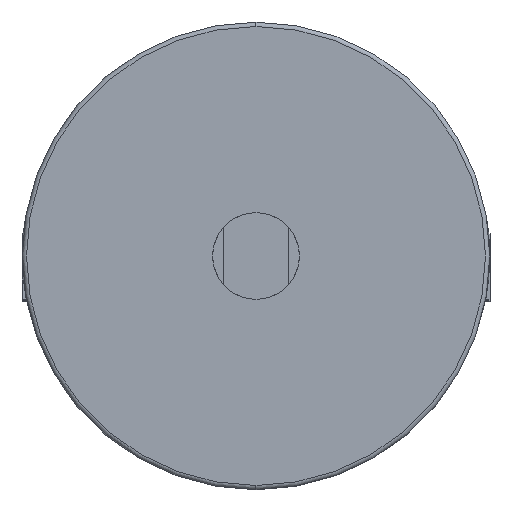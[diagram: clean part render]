
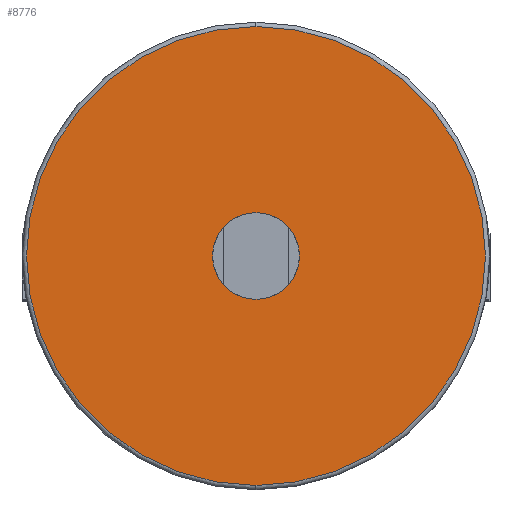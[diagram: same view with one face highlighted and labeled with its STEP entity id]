
A CAD part, left-side view. The second image highlights one B-rep face of the part: STEP entity #8776.
In plain terms, the highlighted planar face has unit normal (-1, 0, 0).
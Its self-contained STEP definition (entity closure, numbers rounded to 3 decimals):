
#8 = AXIS2_PLACEMENT_3D ( 'NONE', #10841, #12005, #5063 ) ;
#135 = CARTESIAN_POINT ( 'NONE',  ( -300., 0., 0. ) ) ;
#1193 = VERTEX_POINT ( 'NONE', #12949 ) ;
#1205 = CARTESIAN_POINT ( 'NONE',  ( -300., 0., 10. ) ) ;
#1230 = EDGE_CURVE ( 'NONE', #1193, #13228, #8284, .T. ) ;
#1316 = DIRECTION ( 'NONE',  ( 0., 0., 1. ) ) ;
#1696 = CARTESIAN_POINT ( 'NONE',  ( -300., 0., 0. ) ) ;
#1720 = ORIENTED_EDGE ( 'NONE', *, *, #9705, .F. ) ;
#2267 = ORIENTED_EDGE ( 'NONE', *, *, #8543, .T. ) ;
#2375 = EDGE_LOOP ( 'NONE', ( #2267, #3000 ) ) ;
#2575 = CARTESIAN_POINT ( 'NONE',  ( -300., 0., 0. ) ) ;
#2611 = CARTESIAN_POINT ( 'NONE',  ( -300., 0., -10. ) ) ;
#2798 = EDGE_CURVE ( 'NONE', #11442, #7599, #12994, .T. ) ;
#2868 = DIRECTION ( 'NONE',  ( 0., 0., 1. ) ) ;
#2914 = FACE_BOUND ( 'NONE', #6625, .T. ) ;
#3000 = ORIENTED_EDGE ( 'NONE', *, *, #1230, .T. ) ;
#3532 = CARTESIAN_POINT ( 'NONE',  ( -300., 0., 0. ) ) ;
#3770 = DIRECTION ( 'NONE',  ( 0., 0., 1. ) ) ;
#3886 = PLANE ( 'NONE',  #8 ) ;
#4218 = CIRCLE ( 'NONE', #13092, 53. ) ;
#5063 = DIRECTION ( 'NONE',  ( 0., 0., 1. ) ) ;
#6625 = EDGE_LOOP ( 'NONE', ( #6832, #1720 ) ) ;
#6685 = CARTESIAN_POINT ( 'NONE',  ( -300., 0., 53. ) ) ;
#6832 = ORIENTED_EDGE ( 'NONE', *, *, #2798, .F. ) ;
#7599 = VERTEX_POINT ( 'NONE', #1205 ) ;
#8284 = CIRCLE ( 'NONE', #8703, 53. ) ;
#8302 = DIRECTION ( 'NONE',  ( -1., 0., 0. ) ) ;
#8312 = AXIS2_PLACEMENT_3D ( 'NONE', #2575, #10724, #3770 ) ;
#8543 = EDGE_CURVE ( 'NONE', #13228, #1193, #4218, .T. ) ;
#8703 = AXIS2_PLACEMENT_3D ( 'NONE', #3532, #11979, #10989 ) ;
#8776 = ADVANCED_FACE ( 'NONE', ( #11841, #2914 ), #3886, .T. ) ;
#9705 = EDGE_CURVE ( 'NONE', #7599, #11442, #11828, .T. ) ;
#9853 = DIRECTION ( 'NONE',  ( -1., 0., 0. ) ) ;
#10724 = DIRECTION ( 'NONE',  ( -1., 0., 0. ) ) ;
#10841 = CARTESIAN_POINT ( 'NONE',  ( -300., 54., 0. ) ) ;
#10989 = DIRECTION ( 'NONE',  ( 0., 0., 1. ) ) ;
#11442 = VERTEX_POINT ( 'NONE', #2611 ) ;
#11828 = CIRCLE ( 'NONE', #8312, 10. ) ;
#11841 = FACE_OUTER_BOUND ( 'NONE', #2375, .T. ) ;
#11979 = DIRECTION ( 'NONE',  ( -1., 0., 0. ) ) ;
#12005 = DIRECTION ( 'NONE',  ( -1., 0., 0. ) ) ;
#12516 = AXIS2_PLACEMENT_3D ( 'NONE', #135, #8302, #1316 ) ;
#12949 = CARTESIAN_POINT ( 'NONE',  ( -300., 0., -53. ) ) ;
#12994 = CIRCLE ( 'NONE', #12516, 10. ) ;
#13092 = AXIS2_PLACEMENT_3D ( 'NONE', #1696, #9853, #2868 ) ;
#13228 = VERTEX_POINT ( 'NONE', #6685 ) ;
